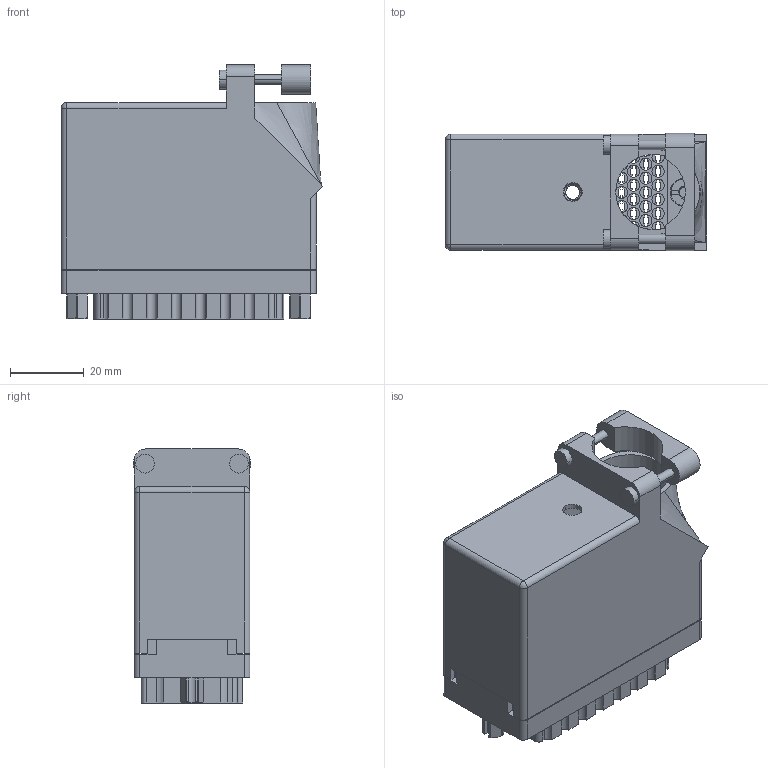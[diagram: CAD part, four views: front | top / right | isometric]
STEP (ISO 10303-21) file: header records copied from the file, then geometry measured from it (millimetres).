
FILE_DESCRIPTION (( 'STEP AP203' ), '1' );
FILE_NAME ('516-090-000-612.STEP', '2020-03-06T16:51:25', ( '' ), ( '' ), 'SwSTEP 2.0', 'SolidWorks 2016', '' );
FILE_SCHEMA (( 'CONFIG_CONTROL_DESIGN' ));
Length unit declared in the file: inch
Products named in the file (7): 516-221-090-102_090; 516-090-000-612; 516-230-001_Plastic - 090 Top Entry; 516 Part Receptacle_090; 516-221-090-102_091; 516-252-091-102; 516-252-095-100
Assembly tree (7 placements, depth 2):
  516-090-000-612
    516 Part Receptacle_090
    516-230-001_Plastic - 090 Top Entry
    516-252-091-102  x2
    516-221-090-102_090
    516-252-095-100
    516-221-090-102_091
Bounding box: 70.83 x 31.75 x 68.73 mm (x, y, z)
Volume: 37951.7 mm3; surface area: 53338.2 mm2
Topology: 7 solids, 7 shells, 2202 faces, 6455 edges, 4287 vertices
Faces by surface type: plane 1469, cylinder 654, cone 46, bspline 31, sphere 2
Entity records: 80498 total; most frequent: CARTESIAN_POINT 20473, ORIENTED_EDGE 12742, DIRECTION 12123, EDGE_CURVE 6371, LINE 4531, VECTOR 4531, VERTEX_POINT 4235, AXIS2_PLACEMENT_3D 3796
